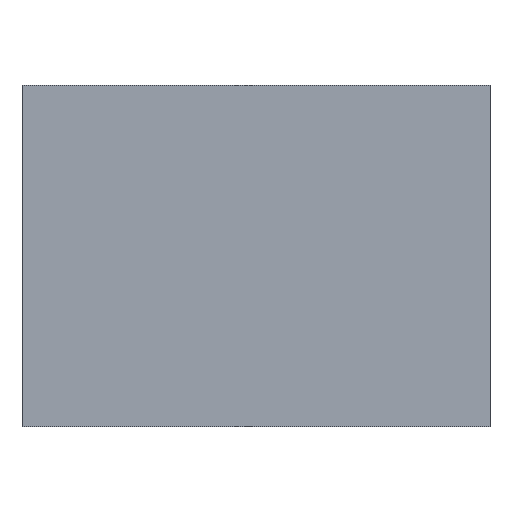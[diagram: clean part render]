
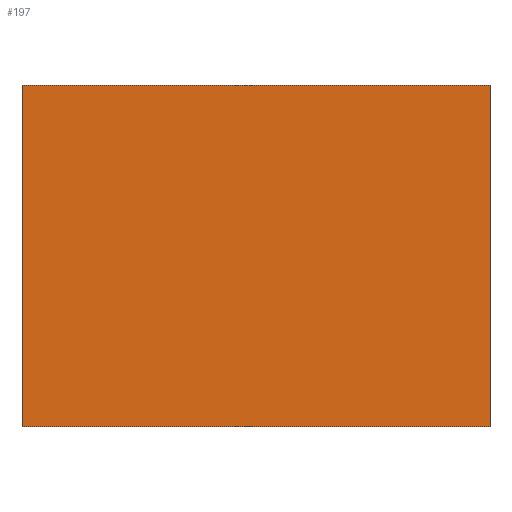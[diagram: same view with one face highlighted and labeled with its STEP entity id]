
A CAD part, top view. The second image highlights one B-rep face of the part: STEP entity #197.
In plain terms, the highlighted planar face has unit normal (0, 0, 1).
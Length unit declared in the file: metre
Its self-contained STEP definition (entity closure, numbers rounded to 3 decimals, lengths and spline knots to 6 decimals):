
#21=LINE('',#406,#33);
#24=LINE('',#412,#36);
#26=LINE('',#416,#38);
#27=LINE('',#418,#39);
#33=VECTOR('',#346,1.);
#36=VECTOR('',#351,1.);
#38=VECTOR('',#355,1.);
#39=VECTOR('',#358,1.);
#64=ORIENTED_EDGE('',*,*,#89,.F.);
#65=ORIENTED_EDGE('',*,*,#92,.T.);
#66=ORIENTED_EDGE('',*,*,#94,.T.);
#67=ORIENTED_EDGE('',*,*,#95,.F.);
#89=EDGE_CURVE('',#108,#109,#21,.T.);
#92=EDGE_CURVE('',#108,#110,#24,.T.);
#94=EDGE_CURVE('',#110,#111,#26,.T.);
#95=EDGE_CURVE('',#109,#111,#27,.T.);
#108=VERTEX_POINT('',#405);
#109=VERTEX_POINT('',#407);
#110=VERTEX_POINT('',#411);
#111=VERTEX_POINT('',#415);
#133=EDGE_LOOP('',(#64,#65,#66,#67));
#155=FACE_BOUND('',#133,.T.);
#173=PLANE('',#314);
#197=ADVANCED_FACE('',(#155),#173,.T.);
#314=AXIS2_PLACEMENT_3D('',#419,#359,#360);
#346=DIRECTION('',(0.,-1.,0.));
#351=DIRECTION('',(-1.,0.,0.));
#355=DIRECTION('',(0.,-1.,0.));
#358=DIRECTION('',(-1.,0.,0.));
#359=DIRECTION('',(0.,0.,1.));
#360=DIRECTION('',(1.,0.,0.));
#405=CARTESIAN_POINT('',(0.0445,0.0325,0.0018));
#406=CARTESIAN_POINT('',(0.0445,0.,0.0018));
#407=CARTESIAN_POINT('',(0.0445,-0.0325,0.0018));
#411=CARTESIAN_POINT('',(-0.0445,0.0325,0.0018));
#412=CARTESIAN_POINT('',(0.,0.0325,0.0018));
#415=CARTESIAN_POINT('',(-0.0445,-0.0325,0.0018));
#416=CARTESIAN_POINT('',(-0.0445,0.,0.0018));
#418=CARTESIAN_POINT('',(0.,-0.0325,0.0018));
#419=CARTESIAN_POINT('',(0.,0.,0.0018));
